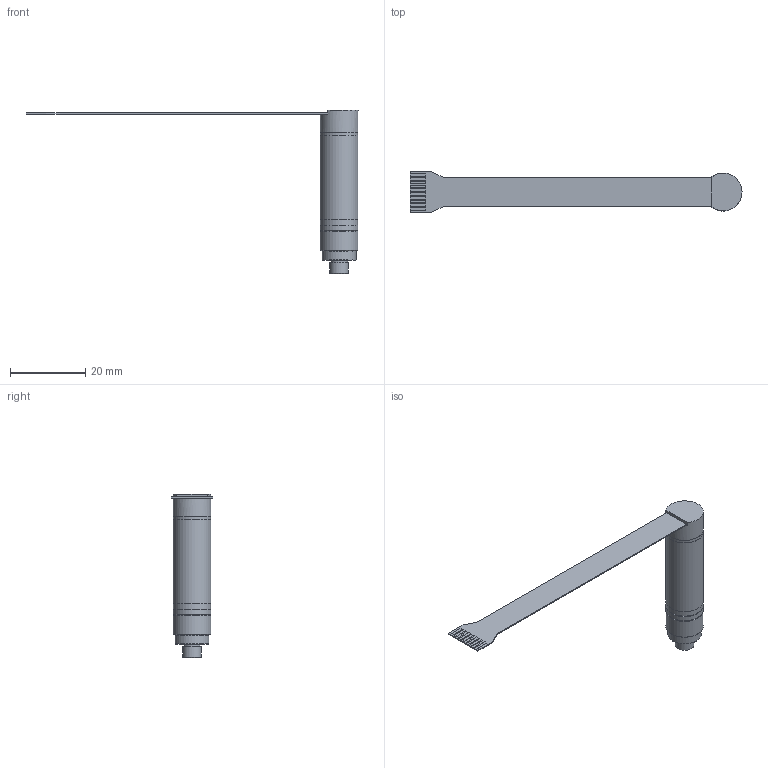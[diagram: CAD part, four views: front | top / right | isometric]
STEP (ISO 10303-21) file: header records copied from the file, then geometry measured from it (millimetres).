
FILE_DESCRIPTION(/* description */ (''),/* implementation_level */ '2;1');
FILE_NAME(/* name */ 'model_product_id93.stp',/* time_stamp */ '2016-07-19T11:25:10+02:00',/* author */ ('SD'),/* organization */ ('Micromotion GmbH Germany'),/* preprocessor_version */ 'ST-DEVELOPER v16.1',/* originating_system */ 'Autodesk Inventor 2016',/* authorisation */ '');
FILE_SCHEMA (('AUTOMOTIVE_DESIGN { 1 0 10303 214 3 1 1 }'));
Length unit declared in the file: millimetre
Products named in the file (1): MHD-10-160-P-S-SPM0052_Shrinkwrap_2
Bounding box: 88 x 11 x 43.3 mm (x, y, z)
Volume: 3324.4 mm3; surface area: 2761.4 mm2
Topology: 1 solids, 1 shells, 84 faces, 210 edges, 138 vertices
Faces by surface type: plane 64, cylinder 10, cone 6, torus 4
Full cylindrical faces by diameter (mm): 4.5 x1, 5 x2, 9 x1, 9.9 x2, 10 x4
Entity records: 2483 total; most frequent: CARTESIAN_POINT 401, DIRECTION 388, ORIENTED_EDGE 368, EDGE_CURVE 184, LINE 150, VECTOR 150, VERTEX_POINT 132, AXIS2_PLACEMENT_3D 119
